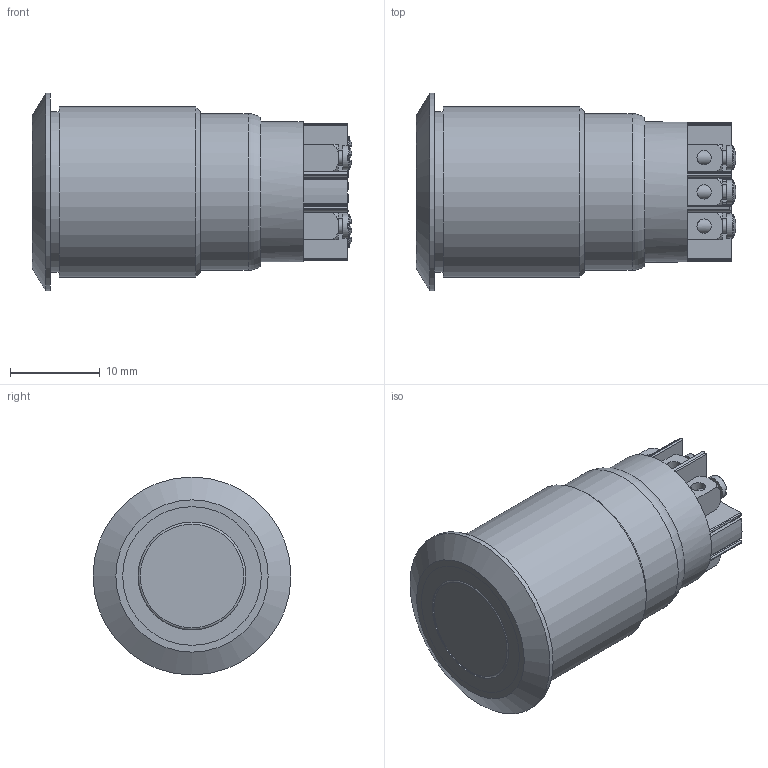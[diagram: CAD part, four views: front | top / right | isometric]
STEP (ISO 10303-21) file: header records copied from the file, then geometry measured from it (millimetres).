
FILE_DESCRIPTION((''),'2;1');
FILE_NAME('PV4F6Y0xx-3xx.stp','2017-09-15T08:44:04',('mroman'),(''),'Autodesk Inventor 2012','Autodesk Inventor 2012','');
FILE_SCHEMA(('CONFIG_CONTROL_DESIGN'));
Length unit declared in the file: inch
Products named in the file (1): PV4F6Y0xx-3xx
Bounding box: 35.52 x 22 x 22 mm (x, y, z)
Volume: 5971.9 mm3; surface area: 4666.1 mm2
Topology: 1 solids, 2 shells, 371 faces, 980 edges, 648 vertices
Faces by surface type: plane 187, cylinder 86, bspline 79, torus 17, cone 2
Full cylindrical faces by diameter (mm): 1.6 x18, 2.7 x6, 11.2 x1, 12 x2, 15.4 x1, 15.6 x1, 17.4 x1, 17.8 x1, 18.9 x1, 22 x1
Entity records: 13126 total; most frequent: CARTESIAN_POINT 4558, ORIENTED_EDGE 1848, DIRECTION 1560, EDGE_CURVE 924, VERTEX_POINT 630, AXIS2_PLACEMENT_3D 530, VECTOR 500, LINE 500
